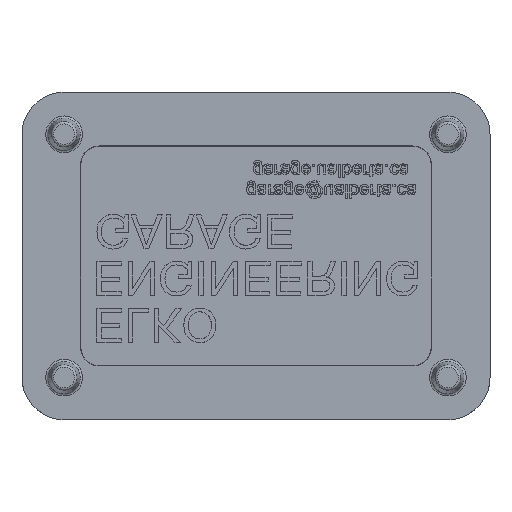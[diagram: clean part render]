
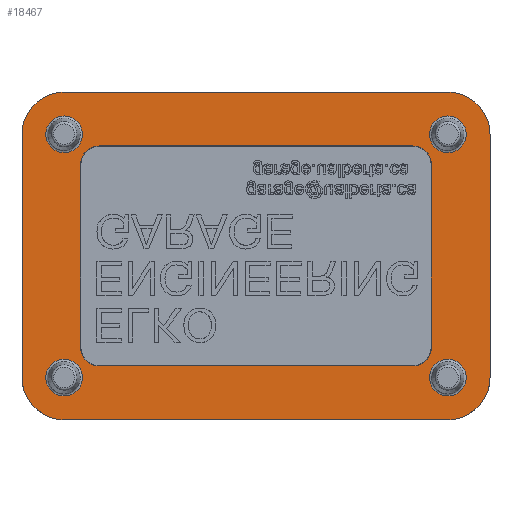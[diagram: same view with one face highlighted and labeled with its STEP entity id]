
A CAD part, top view. The second image highlights one B-rep face of the part: STEP entity #18467.
In plain terms, the highlighted planar face has unit normal (0, 0, 1).
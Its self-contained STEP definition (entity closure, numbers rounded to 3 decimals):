
#1579=FACE_BOUND('',#6794,.T.);
#1580=FACE_BOUND('',#6795,.T.);
#1581=FACE_BOUND('',#6796,.T.);
#1582=FACE_BOUND('',#6797,.T.);
#1583=FACE_BOUND('',#6798,.T.);
#1666=PLANE('',#19532);
#2171=LINE('',#23023,#3954);
#2172=LINE('',#23027,#3955);
#2173=LINE('',#23031,#3956);
#2174=LINE('',#23034,#3957);
#2175=LINE('',#23041,#3958);
#2176=LINE('',#23045,#3959);
#2177=LINE('',#23049,#3960);
#2178=LINE('',#23053,#3961);
#3954=VECTOR('',#20114,10.);
#3955=VECTOR('',#20117,10.);
#3956=VECTOR('',#20120,10.);
#3957=VECTOR('',#20123,10.);
#3958=VECTOR('',#20128,10.);
#3959=VECTOR('',#20131,10.);
#3960=VECTOR('',#20134,10.);
#3961=VECTOR('',#20137,10.);
#5748=FACE_OUTER_BOUND('',#6793,.T.);
#6793=EDGE_LOOP('',(#12742,#12743,#12744,#12745,#12746,#12747,#12748,#12749));
#6794=EDGE_LOOP('',(#12750));
#6795=EDGE_LOOP('',(#12751));
#6796=EDGE_LOOP('',(#12752,#12753,#12754,#12755,#12756,#12757,#12758,#12759));
#6797=EDGE_LOOP('',(#12760));
#6798=EDGE_LOOP('',(#12761));
#7925=CIRCLE('',#19531,3.92);
#7926=CIRCLE('',#19533,9.);
#7927=CIRCLE('',#19534,9.);
#7928=CIRCLE('',#19535,9.);
#7929=CIRCLE('',#19536,9.);
#7930=CIRCLE('',#19537,3.92);
#7931=CIRCLE('',#19538,3.92);
#7932=CIRCLE('',#19539,4.);
#7933=CIRCLE('',#19540,4.);
#7934=CIRCLE('',#19541,4.);
#7935=CIRCLE('',#19542,4.);
#7936=CIRCLE('',#19543,3.92);
#7963=VERTEX_POINT('',#23015);
#7964=VERTEX_POINT('',#23019);
#7965=VERTEX_POINT('',#23020);
#7966=VERTEX_POINT('',#23022);
#7967=VERTEX_POINT('',#23024);
#7968=VERTEX_POINT('',#23026);
#7969=VERTEX_POINT('',#23028);
#7970=VERTEX_POINT('',#23030);
#7971=VERTEX_POINT('',#23032);
#7972=VERTEX_POINT('',#23035);
#7973=VERTEX_POINT('',#23037);
#7974=VERTEX_POINT('',#23039);
#7975=VERTEX_POINT('',#23040);
#7976=VERTEX_POINT('',#23042);
#7977=VERTEX_POINT('',#23044);
#7978=VERTEX_POINT('',#23046);
#7979=VERTEX_POINT('',#23048);
#7980=VERTEX_POINT('',#23050);
#7981=VERTEX_POINT('',#23052);
#7982=VERTEX_POINT('',#23055);
#9872=EDGE_CURVE('',#7963,#7963,#7925,.T.);
#9873=EDGE_CURVE('',#7964,#7965,#7926,.T.);
#9874=EDGE_CURVE('',#7964,#7966,#2171,.T.);
#9875=EDGE_CURVE('',#7967,#7966,#7927,.T.);
#9876=EDGE_CURVE('',#7967,#7968,#2172,.T.);
#9877=EDGE_CURVE('',#7969,#7968,#7928,.T.);
#9878=EDGE_CURVE('',#7969,#7970,#2173,.T.);
#9879=EDGE_CURVE('',#7971,#7970,#7929,.T.);
#9880=EDGE_CURVE('',#7971,#7965,#2174,.T.);
#9881=EDGE_CURVE('',#7972,#7972,#7930,.T.);
#9882=EDGE_CURVE('',#7973,#7973,#7931,.T.);
#9883=EDGE_CURVE('',#7974,#7975,#2175,.T.);
#9884=EDGE_CURVE('',#7975,#7976,#7932,.T.);
#9885=EDGE_CURVE('',#7976,#7977,#2176,.T.);
#9886=EDGE_CURVE('',#7977,#7978,#7933,.T.);
#9887=EDGE_CURVE('',#7978,#7979,#2177,.T.);
#9888=EDGE_CURVE('',#7979,#7980,#7934,.T.);
#9889=EDGE_CURVE('',#7980,#7981,#2178,.T.);
#9890=EDGE_CURVE('',#7981,#7974,#7935,.T.);
#9891=EDGE_CURVE('',#7982,#7982,#7936,.T.);
#12742=ORIENTED_EDGE('',*,*,#9873,.F.);
#12743=ORIENTED_EDGE('',*,*,#9874,.T.);
#12744=ORIENTED_EDGE('',*,*,#9875,.F.);
#12745=ORIENTED_EDGE('',*,*,#9876,.T.);
#12746=ORIENTED_EDGE('',*,*,#9877,.F.);
#12747=ORIENTED_EDGE('',*,*,#9878,.T.);
#12748=ORIENTED_EDGE('',*,*,#9879,.F.);
#12749=ORIENTED_EDGE('',*,*,#9880,.T.);
#12750=ORIENTED_EDGE('',*,*,#9881,.F.);
#12751=ORIENTED_EDGE('',*,*,#9882,.F.);
#12752=ORIENTED_EDGE('',*,*,#9883,.T.);
#12753=ORIENTED_EDGE('',*,*,#9884,.T.);
#12754=ORIENTED_EDGE('',*,*,#9885,.T.);
#12755=ORIENTED_EDGE('',*,*,#9886,.T.);
#12756=ORIENTED_EDGE('',*,*,#9887,.T.);
#12757=ORIENTED_EDGE('',*,*,#9888,.T.);
#12758=ORIENTED_EDGE('',*,*,#9889,.T.);
#12759=ORIENTED_EDGE('',*,*,#9890,.T.);
#12760=ORIENTED_EDGE('',*,*,#9891,.F.);
#12761=ORIENTED_EDGE('',*,*,#9872,.F.);
#18467=ADVANCED_FACE('',(#5748,#1579,#1580,#1581,#1582,#1583),#1666,.T.);
#19531=AXIS2_PLACEMENT_3D('',#23017,#20108,#20109);
#19532=AXIS2_PLACEMENT_3D('',#23018,#20110,#20111);
#19533=AXIS2_PLACEMENT_3D('',#23021,#20112,#20113);
#19534=AXIS2_PLACEMENT_3D('',#23025,#20115,#20116);
#19535=AXIS2_PLACEMENT_3D('',#23029,#20118,#20119);
#19536=AXIS2_PLACEMENT_3D('',#23033,#20121,#20122);
#19537=AXIS2_PLACEMENT_3D('',#23036,#20124,#20125);
#19538=AXIS2_PLACEMENT_3D('',#23038,#20126,#20127);
#19539=AXIS2_PLACEMENT_3D('',#23043,#20129,#20130);
#19540=AXIS2_PLACEMENT_3D('',#23047,#20132,#20133);
#19541=AXIS2_PLACEMENT_3D('',#23051,#20135,#20136);
#19542=AXIS2_PLACEMENT_3D('',#23054,#20138,#20139);
#19543=AXIS2_PLACEMENT_3D('',#23056,#20140,#20141);
#20108=DIRECTION('center_axis',(0.,0.,1.));
#20109=DIRECTION('ref_axis',(1.,0.,0.));
#20110=DIRECTION('center_axis',(0.,0.,1.));
#20111=DIRECTION('ref_axis',(-1.,0.,0.));
#20112=DIRECTION('center_axis',(0.,0.,-1.));
#20113=DIRECTION('ref_axis',(0.707,-0.707,0.));
#20114=DIRECTION('',(0.,1.,0.));
#20115=DIRECTION('center_axis',(0.,0.,-1.));
#20116=DIRECTION('ref_axis',(0.707,0.707,0.));
#20117=DIRECTION('',(-1.,0.,0.));
#20118=DIRECTION('center_axis',(0.,0.,-1.));
#20119=DIRECTION('ref_axis',(-0.707,0.707,0.));
#20120=DIRECTION('',(0.,-1.,0.));
#20121=DIRECTION('center_axis',(0.,0.,-1.));
#20122=DIRECTION('ref_axis',(-0.707,-0.707,0.));
#20123=DIRECTION('',(1.,0.,0.));
#20124=DIRECTION('center_axis',(0.,0.,1.));
#20125=DIRECTION('ref_axis',(1.,0.,0.));
#20126=DIRECTION('center_axis',(0.,0.,1.));
#20127=DIRECTION('ref_axis',(1.,0.,0.));
#20128=DIRECTION('',(0.,-1.,0.));
#20129=DIRECTION('center_axis',(0.,0.,-1.));
#20130=DIRECTION('ref_axis',(1.,0.,0.));
#20131=DIRECTION('',(-1.,0.,0.));
#20132=DIRECTION('center_axis',(0.,0.,-1.));
#20133=DIRECTION('ref_axis',(0.,-1.,0.));
#20134=DIRECTION('',(0.,1.,0.));
#20135=DIRECTION('center_axis',(0.,0.,-1.));
#20136=DIRECTION('ref_axis',(-1.,0.,0.));
#20137=DIRECTION('',(1.,0.,0.));
#20138=DIRECTION('center_axis',(0.,0.,-1.));
#20139=DIRECTION('ref_axis',(0.,1.,0.));
#20140=DIRECTION('center_axis',(0.,0.,1.));
#20141=DIRECTION('ref_axis',(1.,0.,0.));
#23015=CARTESIAN_POINT('',(37.08,6.,30.));
#23017=CARTESIAN_POINT('Origin',(41.,6.,30.));
#23018=CARTESIAN_POINT('Origin',(0.,-20.,30.));
#23019=CARTESIAN_POINT('',(50.,-46.,30.));
#23020=CARTESIAN_POINT('',(41.,-55.,30.));
#23021=CARTESIAN_POINT('Origin',(41.,-46.,30.));
#23022=CARTESIAN_POINT('',(50.,6.,30.));
#23023=CARTESIAN_POINT('',(50.,-55.,30.));
#23024=CARTESIAN_POINT('',(41.,15.,30.));
#23025=CARTESIAN_POINT('Origin',(41.,6.,30.));
#23026=CARTESIAN_POINT('',(-41.,15.,30.));
#23027=CARTESIAN_POINT('',(50.,15.,30.));
#23028=CARTESIAN_POINT('',(-50.,6.,30.));
#23029=CARTESIAN_POINT('Origin',(-41.,6.,30.));
#23030=CARTESIAN_POINT('',(-50.,-46.,30.));
#23031=CARTESIAN_POINT('',(-50.,15.,30.));
#23032=CARTESIAN_POINT('',(-41.,-55.,30.));
#23033=CARTESIAN_POINT('Origin',(-41.,-46.,30.));
#23034=CARTESIAN_POINT('',(-50.,-55.,30.));
#23035=CARTESIAN_POINT('',(-44.92,6.,30.));
#23036=CARTESIAN_POINT('Origin',(-41.,6.,30.));
#23037=CARTESIAN_POINT('',(37.08,-46.,30.));
#23038=CARTESIAN_POINT('Origin',(41.,-46.,30.));
#23039=CARTESIAN_POINT('',(37.5,-0.5,30.));
#23040=CARTESIAN_POINT('',(37.5,-39.5,30.));
#23041=CARTESIAN_POINT('',(37.5,-29.75,30.));
#23042=CARTESIAN_POINT('',(33.5,-43.5,30.));
#23043=CARTESIAN_POINT('Origin',(33.5,-39.5,30.));
#23044=CARTESIAN_POINT('',(-33.5,-43.5,30.));
#23045=CARTESIAN_POINT('',(-16.75,-43.5,30.));
#23046=CARTESIAN_POINT('',(-37.5,-39.5,30.));
#23047=CARTESIAN_POINT('Origin',(-33.5,-39.5,30.));
#23048=CARTESIAN_POINT('',(-37.5,-0.5,30.));
#23049=CARTESIAN_POINT('',(-37.5,-10.25,30.));
#23050=CARTESIAN_POINT('',(-33.5,3.5,30.));
#23051=CARTESIAN_POINT('Origin',(-33.5,-0.5,30.));
#23052=CARTESIAN_POINT('',(33.5,3.5,30.));
#23053=CARTESIAN_POINT('',(16.75,3.5,30.));
#23054=CARTESIAN_POINT('Origin',(33.5,-0.5,30.));
#23055=CARTESIAN_POINT('',(-44.92,-46.,30.));
#23056=CARTESIAN_POINT('Origin',(-41.,-46.,30.));
